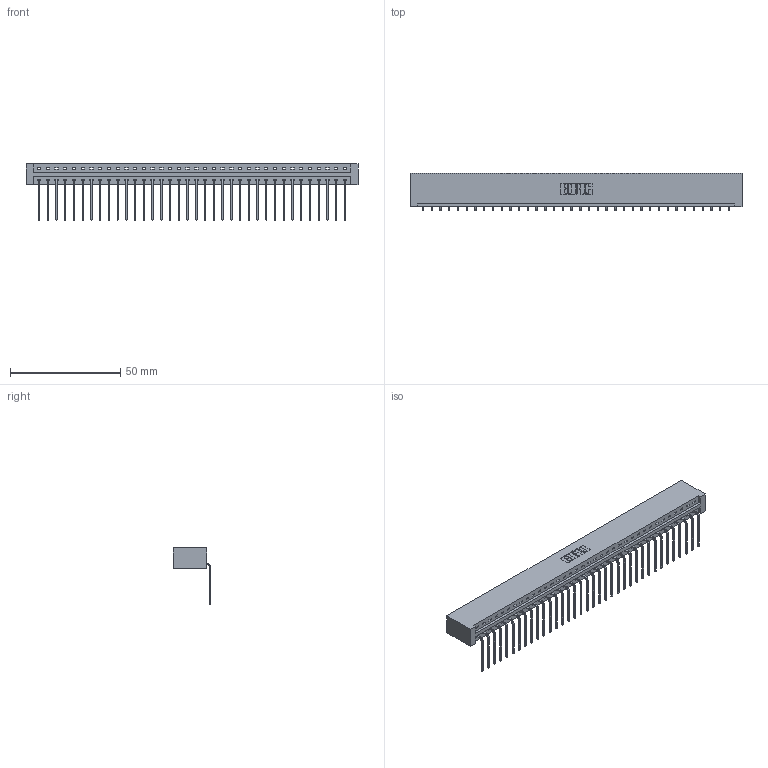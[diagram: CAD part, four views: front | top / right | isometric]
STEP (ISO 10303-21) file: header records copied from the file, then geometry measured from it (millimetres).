
FILE_DESCRIPTION (( 'STEP AP203' ), '1' );
FILE_NAME ('337-036-559-101.STEP', '2019-10-01T14:41:19', ( '' ), ( '' ), 'SwSTEP 2.0', 'SolidWorks 2016', '' );
FILE_SCHEMA (( 'CONFIG_CONTROL_DESIGN' ));
Length unit declared in the file: inch
Products named in the file (3): 345-292-001_558 559 Tail - 1; 337-036-559-101; 337 Part_No Mounting Lugs
Assembly tree (37 placements, depth 2):
  337-036-559-101
    337 Part_No Mounting Lugs
    345-292-001_558 559 Tail - 1  x36
Bounding box: 150.52 x 17.09 x 25.53 mm (x, y, z)
Volume: 16427.6 mm3; surface area: 17660.6 mm2
Topology: 37 solids, 37 shells, 2410 faces, 7271 edges, 4798 vertices
Faces by surface type: plane 1794, cylinder 616
Entity records: 27343 total; most frequent: CARTESIAN_POINT 4770, ORIENTED_EDGE 4742, DIRECTION 4019, EDGE_CURVE 2371, LINE 2251, VECTOR 2251, VERTEX_POINT 1578, AXIS2_PLACEMENT_3D 884
